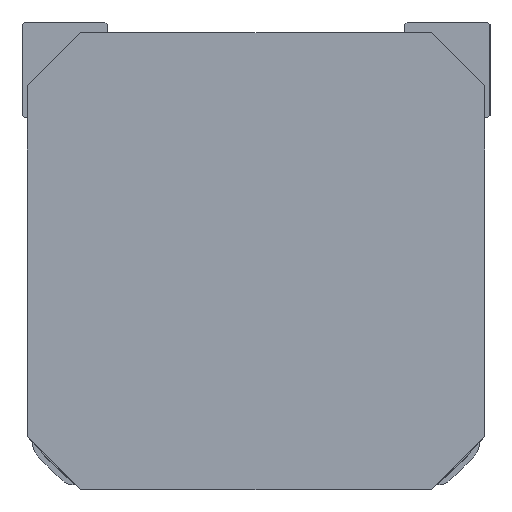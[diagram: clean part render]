
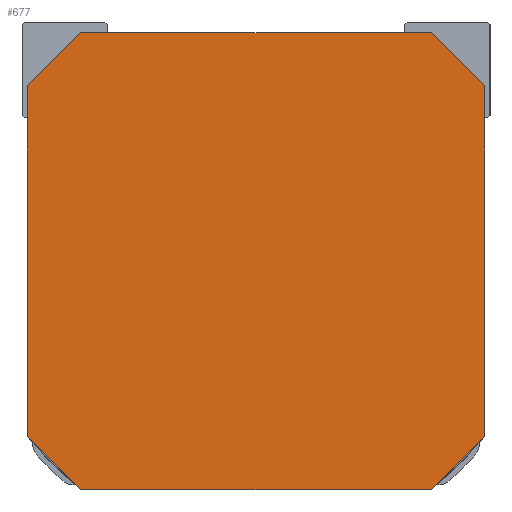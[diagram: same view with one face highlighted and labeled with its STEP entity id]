
A CAD part, front view. The second image highlights one B-rep face of the part: STEP entity #677.
In plain terms, the highlighted planar face has unit normal (0, -1, 0).
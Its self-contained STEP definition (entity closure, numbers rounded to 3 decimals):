
#677 = ADVANCED_FACE( '', ( #1471 ), #1472, .F. );
#1471 = FACE_OUTER_BOUND( '', #2379, .T. );
#1472 = PLANE( '', #2380 );
#2379 = EDGE_LOOP( '', ( #3971, #3972, #3973, #3974, #3975, #3976, #3977, #3978 ) );
#2380 = AXIS2_PLACEMENT_3D( '', #3979, #3980, #3981 );
#3971 = ORIENTED_EDGE( '', *, *, #5390, .F. );
#3972 = ORIENTED_EDGE( '', *, *, #5178, .F. );
#3973 = ORIENTED_EDGE( '', *, *, #5136, .F. );
#3974 = ORIENTED_EDGE( '', *, *, #5335, .F. );
#3975 = ORIENTED_EDGE( '', *, *, #5154, .F. );
#3976 = ORIENTED_EDGE( '', *, *, #5355, .F. );
#3977 = ORIENTED_EDGE( '', *, *, #5391, .F. );
#3978 = ORIENTED_EDGE( '', *, *, #5305, .F. );
#3979 = CARTESIAN_POINT( '', ( 0., -216., 0. ) );
#3980 = DIRECTION( '', ( 0., 1., 0. ) );
#3981 = DIRECTION( '', ( 0., 0., 1. ) );
#5136 = EDGE_CURVE( '', #6139, #6141, #6142, .T. );
#5154 = EDGE_CURVE( '', #6167, #6169, #6170, .T. );
#5178 = EDGE_CURVE( '', #6141, #6205, #6206, .T. );
#5305 = EDGE_CURVE( '', #6383, #6385, #6386, .T. );
#5335 = EDGE_CURVE( '', #6169, #6139, #6429, .T. );
#5355 = EDGE_CURVE( '', #6454, #6167, #6456, .T. );
#5390 = EDGE_CURVE( '', #6205, #6383, #6503, .T. );
#5391 = EDGE_CURVE( '', #6385, #6454, #6504, .T. );
#6139 = VERTEX_POINT( '', #7397 );
#6141 = VERTEX_POINT( '', #7400 );
#6142 = LINE( '', #7401, #7402 );
#6167 = VERTEX_POINT( '', #7437 );
#6169 = VERTEX_POINT( '', #7440 );
#6170 = LINE( '', #7441, #7442 );
#6205 = VERTEX_POINT( '', #7487 );
#6206 = LINE( '', #7488, #7489 );
#6383 = VERTEX_POINT( '', #7719 );
#6385 = VERTEX_POINT( '', #7722 );
#6386 = LINE( '', #7723, #7724 );
#6429 = LINE( '', #7776, #7777 );
#6454 = VERTEX_POINT( '', #7809 );
#6456 = LINE( '', #7812, #7813 );
#6503 = LINE( '', #7878, #7879 );
#6504 = LINE( '', #7880, #7881 );
#7397 = CARTESIAN_POINT( '', ( -16.5, -216., -21.5 ) );
#7400 = CARTESIAN_POINT( '', ( -21.5, -216., -16.5 ) );
#7401 = CARTESIAN_POINT( '', ( -21.5, -216., -16.5 ) );
#7402 = VECTOR( '', #8659, 1000. );
#7437 = CARTESIAN_POINT( '', ( 21.5, -216., -16.5 ) );
#7440 = CARTESIAN_POINT( '', ( 16.5, -216., -21.5 ) );
#7441 = CARTESIAN_POINT( '', ( 16.5, -216., -21.5 ) );
#7442 = VECTOR( '', #8677, 1000. );
#7487 = CARTESIAN_POINT( '', ( -21.5, -216., 16.5 ) );
#7488 = CARTESIAN_POINT( '', ( -21.5, -216., -16.5 ) );
#7489 = VECTOR( '', #8709, 1000. );
#7719 = CARTESIAN_POINT( '', ( -16.5, -216., 21.5 ) );
#7722 = CARTESIAN_POINT( '', ( 16.5, -216., 21.5 ) );
#7723 = CARTESIAN_POINT( '', ( -16.5, -216., 21.5 ) );
#7724 = VECTOR( '', #8857, 1000. );
#7776 = CARTESIAN_POINT( '', ( 0., -216., -21.5 ) );
#7777 = VECTOR( '', #8900, 1000. );
#7809 = CARTESIAN_POINT( '', ( 21.5, -216., 16.5 ) );
#7812 = CARTESIAN_POINT( '', ( 21.5, -216., 16.5 ) );
#7813 = VECTOR( '', #8921, 1000. );
#7878 = CARTESIAN_POINT( '', ( -21.5, -216., 16.5 ) );
#7879 = VECTOR( '', #8949, 1000. );
#7880 = CARTESIAN_POINT( '', ( 21.5, -216., 16.5 ) );
#7881 = VECTOR( '', #8950, 1000. );
#8659 = DIRECTION( '', ( -0.707, 0., 0.707 ) );
#8677 = DIRECTION( '', ( -0.707, 0., -0.707 ) );
#8709 = DIRECTION( '', ( 0., 0., 1. ) );
#8857 = DIRECTION( '', ( 1., 0., 0. ) );
#8900 = DIRECTION( '', ( -1., 0., 0. ) );
#8921 = DIRECTION( '', ( 0., 0., -1. ) );
#8949 = DIRECTION( '', ( 0.707, 0., 0.707 ) );
#8950 = DIRECTION( '', ( 0.707, 0., -0.707 ) );
